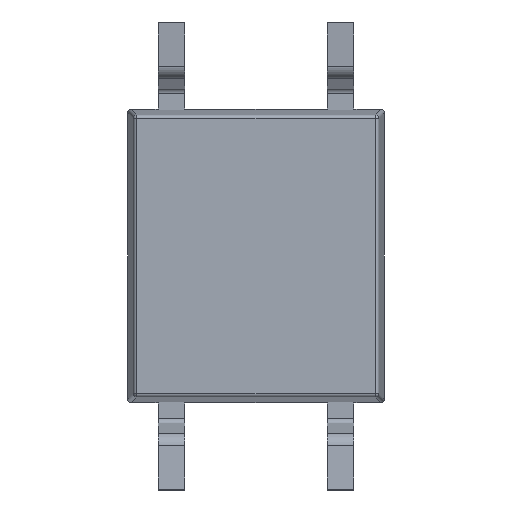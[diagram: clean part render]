
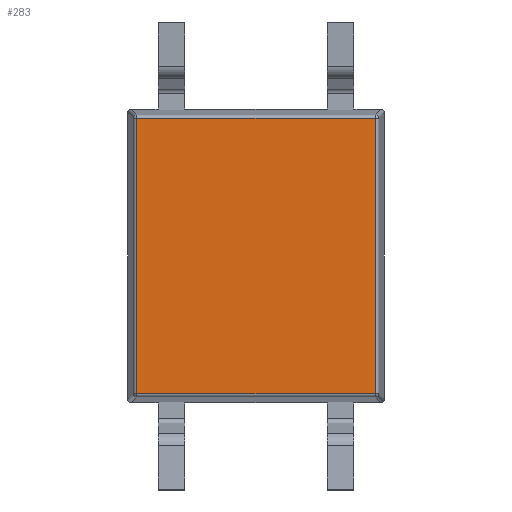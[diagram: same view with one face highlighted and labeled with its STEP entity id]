
A CAD part, front view. The second image highlights one B-rep face of the part: STEP entity #283.
In plain terms, the highlighted planar face has unit normal (0, -1, 0).
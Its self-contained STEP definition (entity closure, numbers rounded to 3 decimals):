
#49 = EDGE_CURVE ( 'NONE', #3409, #542, #1482, .T. ) ;
#216 = CARTESIAN_POINT ( 'NONE',  ( 1.792, 0.1, -2.067 ) ) ;
#283 = ADVANCED_FACE ( 'NONE', ( #3092 ), #2082, .F. ) ;
#369 = ORIENTED_EDGE ( 'NONE', *, *, #381, .T. ) ;
#381 = EDGE_CURVE ( 'NONE', #453, #676, #3194, .T. ) ;
#453 = VERTEX_POINT ( 'NONE', #509 ) ;
#480 = DIRECTION ( 'NONE',  ( 0., 0., -1. ) ) ;
#493 = DIRECTION ( 'NONE',  ( 0., 0., 1. ) ) ;
#509 = CARTESIAN_POINT ( 'NONE',  ( -1.792, 0.1, 2.067 ) ) ;
#541 = CARTESIAN_POINT ( 'NONE',  ( 1.792, 0.1, 2.067 ) ) ;
#542 = VERTEX_POINT ( 'NONE', #541 ) ;
#603 = EDGE_CURVE ( 'NONE', #542, #453, #2381, .T. ) ;
#629 = DIRECTION ( 'NONE',  ( 1., 0., 0. ) ) ;
#651 = CARTESIAN_POINT ( 'NONE',  ( 1.792, 0.1, 2.113 ) ) ;
#676 = VERTEX_POINT ( 'NONE', #2445 ) ;
#1015 = VECTOR ( 'NONE', #629, 1000. ) ;
#1046 = ORIENTED_EDGE ( 'NONE', *, *, #49, .T. ) ;
#1099 = DIRECTION ( 'NONE',  ( -1., 0., 0. ) ) ;
#1309 = CARTESIAN_POINT ( 'NONE',  ( -1.792, 0.1, -2.113 ) ) ;
#1392 = CARTESIAN_POINT ( 'NONE',  ( -1.838, 0.1, 2.067 ) ) ;
#1482 = LINE ( 'NONE', #651, #2645 ) ;
#1655 = EDGE_CURVE ( 'NONE', #676, #3409, #1930, .T. ) ;
#1930 = LINE ( 'NONE', #3346, #1015 ) ;
#2082 = PLANE ( 'NONE',  #3497 ) ;
#2343 = EDGE_LOOP ( 'NONE', ( #1046, #3269, #369, #2429 ) ) ;
#2351 = CARTESIAN_POINT ( 'NONE',  ( 0., 0.1, 0. ) ) ;
#2381 = LINE ( 'NONE', #1392, #3508 ) ;
#2429 = ORIENTED_EDGE ( 'NONE', *, *, #1655, .T. ) ;
#2445 = CARTESIAN_POINT ( 'NONE',  ( -1.792, 0.1, -2.067 ) ) ;
#2645 = VECTOR ( 'NONE', #3107, 1000. ) ;
#2930 = DIRECTION ( 'NONE',  ( 0., 1., 0. ) ) ;
#3092 = FACE_OUTER_BOUND ( 'NONE', #2343, .T. ) ;
#3107 = DIRECTION ( 'NONE',  ( 0., 0., 1. ) ) ;
#3194 = LINE ( 'NONE', #1309, #3350 ) ;
#3269 = ORIENTED_EDGE ( 'NONE', *, *, #603, .T. ) ;
#3346 = CARTESIAN_POINT ( 'NONE',  ( 1.838, 0.1, -2.067 ) ) ;
#3350 = VECTOR ( 'NONE', #480, 1000. ) ;
#3409 = VERTEX_POINT ( 'NONE', #216 ) ;
#3497 = AXIS2_PLACEMENT_3D ( 'NONE', #2351, #2930, #493 ) ;
#3508 = VECTOR ( 'NONE', #1099, 1000. ) ;
